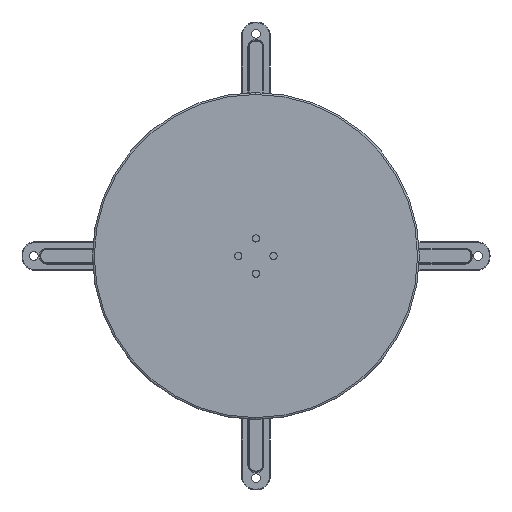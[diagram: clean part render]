
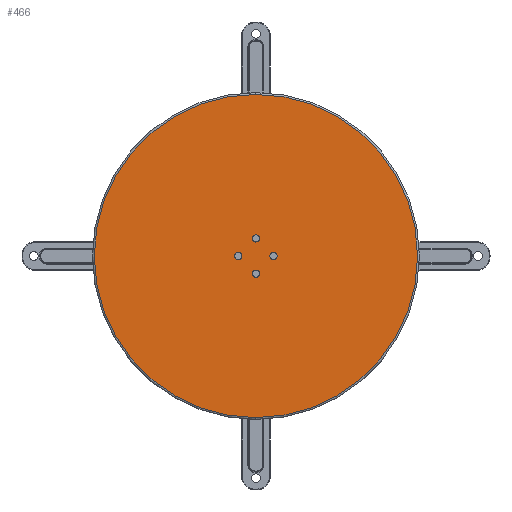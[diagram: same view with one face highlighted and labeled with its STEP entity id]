
A CAD part, front view. The second image highlights one B-rep face of the part: STEP entity #466.
In plain terms, the highlighted planar face has unit normal (0, -1, 0).
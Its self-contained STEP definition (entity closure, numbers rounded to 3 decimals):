
#466=ADVANCED_FACE('NONE',(#1281,#1282,#1283,#1284,#1285),#1286,.F.);
#1281=FACE_OUTER_BOUND('',#2106,.T.);
#1282=FACE_BOUND('',#2107,.T.);
#1283=FACE_BOUND('',#2108,.T.);
#1284=FACE_BOUND('',#2109,.T.);
#1285=FACE_BOUND('',#2110,.T.);
#1286=PLANE('',#2111);
#2106=EDGE_LOOP('',(#5082,#5083));
#2107=EDGE_LOOP('',(#5084,#5085));
#2108=EDGE_LOOP('',(#5086,#5087));
#2109=EDGE_LOOP('',(#5088,#5089));
#2110=EDGE_LOOP('',(#5090,#5091));
#2111=AXIS2_PLACEMENT_3D('',#5092,#5093,#5094);
#5082=ORIENTED_EDGE('',*,*,#6043,.T.);
#5083=ORIENTED_EDGE('',*,*,#6010,.T.);
#5084=ORIENTED_EDGE('',*,*,#6044,.F.);
#5085=ORIENTED_EDGE('',*,*,#6020,.F.);
#5086=ORIENTED_EDGE('',*,*,#6045,.F.);
#5087=ORIENTED_EDGE('',*,*,#6024,.F.);
#5088=ORIENTED_EDGE('',*,*,#6046,.F.);
#5089=ORIENTED_EDGE('',*,*,#6028,.F.);
#5090=ORIENTED_EDGE('',*,*,#6047,.F.);
#5091=ORIENTED_EDGE('',*,*,#6032,.F.);
#5092=CARTESIAN_POINT('',(0.0,0.0,0.0));
#5093=DIRECTION('',(-0.0,1.0,0.0));
#5094=DIRECTION('',(1.0,0.0,0.0));
#6010=EDGE_CURVE('NONE',#7418,#7419,#7420,.T.);
#6020=EDGE_CURVE('NONE',#7437,#7439,#7440,.T.);
#6024=EDGE_CURVE('NONE',#7445,#7447,#7448,.T.);
#6028=EDGE_CURVE('NONE',#7453,#7455,#7456,.T.);
#6032=EDGE_CURVE('NONE',#7461,#7463,#7464,.T.);
#6043=EDGE_CURVE('NONE',#7419,#7418,#7475,.T.);
#6044=EDGE_CURVE('NONE',#7439,#7437,#7476,.T.);
#6045=EDGE_CURVE('NONE',#7447,#7445,#7477,.T.);
#6046=EDGE_CURVE('NONE',#7455,#7453,#7478,.T.);
#6047=EDGE_CURVE('NONE',#7463,#7461,#7479,.T.);
#7418=VERTEX_POINT('NONE',#9084);
#7419=VERTEX_POINT('NONE',#9085);
#7420=CIRCLE('',#9086,222.5);
#7437=VERTEX_POINT('NONE',#9103);
#7439=VERTEX_POINT('NONE',#9106);
#7440=CIRCLE('',#9107,5.0);
#7445=VERTEX_POINT('NONE',#9113);
#7447=VERTEX_POINT('NONE',#9116);
#7448=CIRCLE('',#9117,5.0);
#7453=VERTEX_POINT('NONE',#9123);
#7455=VERTEX_POINT('NONE',#9126);
#7456=CIRCLE('',#9127,5.0);
#7461=VERTEX_POINT('NONE',#9133);
#7463=VERTEX_POINT('NONE',#9136);
#7464=CIRCLE('',#9137,5.0);
#7475=CIRCLE('',#9151,222.5);
#7476=CIRCLE('',#9152,5.0);
#7477=CIRCLE('',#9153,5.0);
#7478=CIRCLE('',#9154,5.0);
#7479=CIRCLE('',#9155,5.0);
#9084=CARTESIAN_POINT('',(0.,0.0,-222.5));
#9085=CARTESIAN_POINT('',(0.0,0.0,222.5));
#9086=AXIS2_PLACEMENT_3D('',#11298,#11299,#11300);
#9103=CARTESIAN_POINT('',(0.,0.0,29.254));
#9106=CARTESIAN_POINT('',(0.,0.0,19.254));
#9107=AXIS2_PLACEMENT_3D('',#11326,#11327,#11328);
#9113=CARTESIAN_POINT('',(24.254,0.0,5.));
#9116=CARTESIAN_POINT('',(24.254,0.0,-5.));
#9117=AXIS2_PLACEMENT_3D('',#11334,#11335,#11336);
#9123=CARTESIAN_POINT('',(-24.254,0.0,5.0));
#9126=CARTESIAN_POINT('',(-24.254,0.0,-5.0));
#9127=AXIS2_PLACEMENT_3D('',#11342,#11343,#11344);
#9133=CARTESIAN_POINT('',(0.,0.0,-19.254));
#9136=CARTESIAN_POINT('',(0.,0.0,-29.254));
#9137=AXIS2_PLACEMENT_3D('',#11350,#11351,#11352);
#9151=AXIS2_PLACEMENT_3D('',#11377,#11378,#11379);
#9152=AXIS2_PLACEMENT_3D('',#11380,#11381,#11382);
#9153=AXIS2_PLACEMENT_3D('',#11383,#11384,#11385);
#9154=AXIS2_PLACEMENT_3D('',#11386,#11387,#11388);
#9155=AXIS2_PLACEMENT_3D('',#11389,#11390,#11391);
#11298=CARTESIAN_POINT('',(0.0,0.0,0.0));
#11299=DIRECTION('',(0.0,-1.0,0.0));
#11300=DIRECTION('',(0.0,0.0,1.0));
#11326=CARTESIAN_POINT('',(0.,0.0,24.254));
#11327=DIRECTION('',(0.0,-1.0,0.0));
#11328=DIRECTION('',(0.0,0.0,-1.0));
#11334=CARTESIAN_POINT('',(24.254,0.0,0.));
#11335=DIRECTION('',(0.0,-1.0,0.0));
#11336=DIRECTION('',(0.0,0.0,-1.0));
#11342=CARTESIAN_POINT('',(-24.254,0.0,0.0));
#11343=DIRECTION('',(0.0,-1.0,0.0));
#11344=DIRECTION('',(0.0,0.0,-1.0));
#11350=CARTESIAN_POINT('',(0.,0.0,-24.254));
#11351=DIRECTION('',(0.0,-1.0,0.0));
#11352=DIRECTION('',(0.0,0.0,-1.0));
#11377=CARTESIAN_POINT('',(0.0,0.0,0.0));
#11378=DIRECTION('',(0.0,-1.0,0.0));
#11379=DIRECTION('',(0.0,0.0,1.0));
#11380=CARTESIAN_POINT('',(0.,0.0,24.254));
#11381=DIRECTION('',(0.0,-1.0,0.0));
#11382=DIRECTION('',(0.0,0.0,-1.0));
#11383=CARTESIAN_POINT('',(24.254,0.0,0.));
#11384=DIRECTION('',(0.0,-1.0,0.0));
#11385=DIRECTION('',(0.0,0.0,-1.0));
#11386=CARTESIAN_POINT('',(-24.254,0.0,0.0));
#11387=DIRECTION('',(0.0,-1.0,0.0));
#11388=DIRECTION('',(0.0,0.0,-1.0));
#11389=CARTESIAN_POINT('',(0.,0.0,-24.254));
#11390=DIRECTION('',(0.0,-1.0,0.0));
#11391=DIRECTION('',(0.0,0.0,-1.0));
